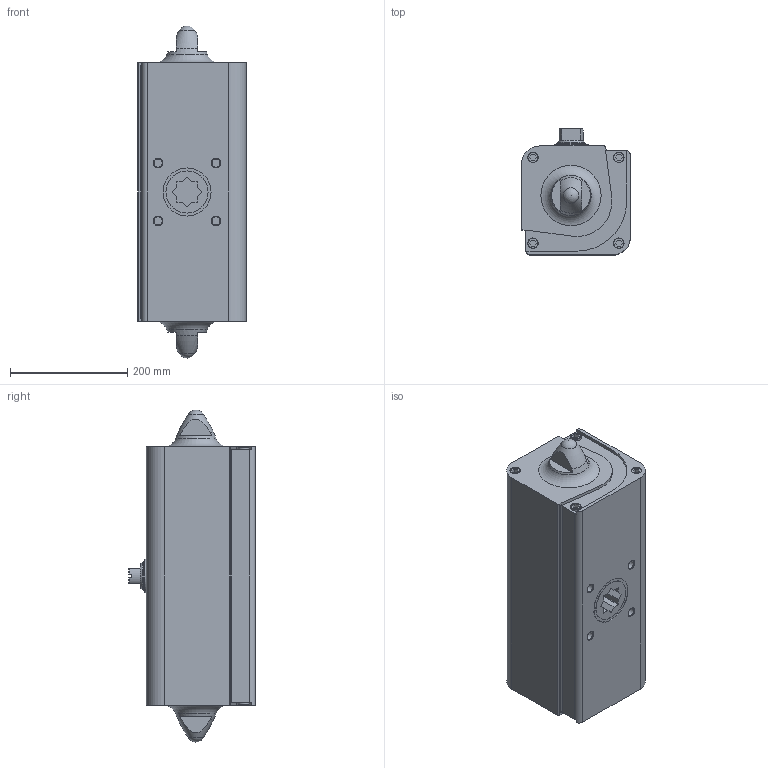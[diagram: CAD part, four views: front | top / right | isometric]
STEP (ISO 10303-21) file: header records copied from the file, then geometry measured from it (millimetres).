
FILE_DESCRIPTION(/* description */ ('STEP AP214'),/* implementation_level */ '2;1');
FILE_NAME(/* name */ '553185_DAPS-1440-090-R-F14-T6',/* time_stamp */ '2024-08-13T17:56:46+02:00',/* author */ ('License CC BY-ND 4.0'),/* organization */ ('CADENAS'),/* preprocessor_version */ 'ST-DEVELOPER v19.3',/* originating_system */ 'PARTsolutions',/* authorisation */ ' ');
FILE_SCHEMA (('AUTOMOTIVE_DESIGN {1 0 10303 214 3 1 1}'));
Length unit declared in the file: millimetre
Products named in the file (3): 553185 DAPS-1440-090-R-F14-T6---0; 553185 DAPS-1440-090-R-F14-T6---(1); 553185 DAPS-1440-090-R-F14-T6---(2)
Assembly tree (2 placements, depth 2):
  553185 DAPS-1440-090-R-F14-T6---0
    553185 DAPS-1440-090-R-F14-T6---(1)
    553185 DAPS-1440-090-R-F14-T6---(2)
Bounding box: 186 x 216 x 567 mm (x, y, z)
Volume: 14974709.1 mm3; surface area: 501472.3 mm2
Topology: 2 solids, 2 shells, 251 faces, 606 edges, 394 vertices
Faces by surface type: plane 167, cylinder 46, cone 22, torus 14, sphere 2
Full cylindrical faces by diameter (mm): 4.134 x8, 4.917 x1, 11.445 x2, 13.835 x4, 18 x8, 45 x1, 49.5 x1, 58 x2, 72 x2, 82 x1
Entity records: 6952 total; most frequent: CARTESIAN_POINT 1289, DIRECTION 1162, ORIENTED_EDGE 1046, EDGE_CURVE 523, AXIS2_PLACEMENT_3D 413, VERTEX_POINT 376, FACE_BOUND 353, EDGE_LOOP 352
